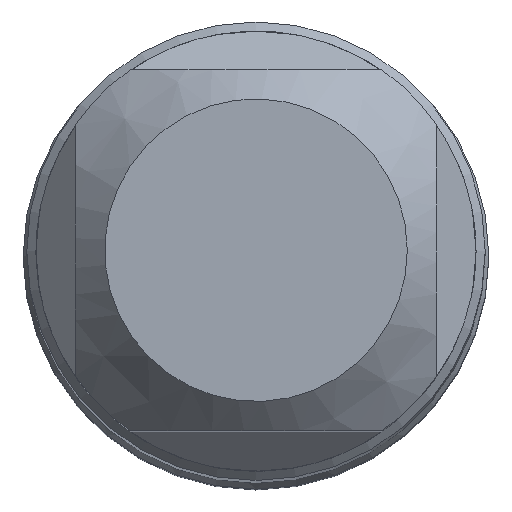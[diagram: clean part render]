
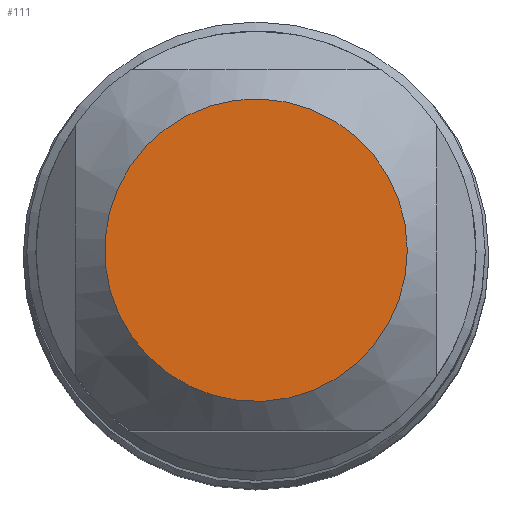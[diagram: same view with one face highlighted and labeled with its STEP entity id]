
A CAD part, top view. The second image highlights one B-rep face of the part: STEP entity #111.
In plain terms, the highlighted planar face has unit normal (0, 0, 1).
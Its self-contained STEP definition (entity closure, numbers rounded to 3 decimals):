
#43=PLANE('',#436);
#55=FACE_OUTER_BOUND('',#178,.T.);
#111=ADVANCED_FACE('',(#55),#43,.F.);
#178=EDGE_LOOP('',(#238));
#238=ORIENTED_EDGE('',*,*,#307,.T.);
#276=VERTEX_POINT('',#602);
#307=EDGE_CURVE('',#276,#276,#345,.T.);
#345=CIRCLE('',#412,2.64);
#412=AXIS2_PLACEMENT_3D('',#601,#470,#471);
#436=AXIS2_PLACEMENT_3D('',#681,#526,#527);
#470=DIRECTION('',(0.,0.,1.));
#471=DIRECTION('',(1.,0.,0.));
#526=DIRECTION('',(0.,0.,-1.));
#527=DIRECTION('',(-1.,0.,0.));
#601=CARTESIAN_POINT('',(0.,0.,0.));
#602=CARTESIAN_POINT('',(2.64,0.,0.));
#681=CARTESIAN_POINT('',(4.2,0.,0.));
